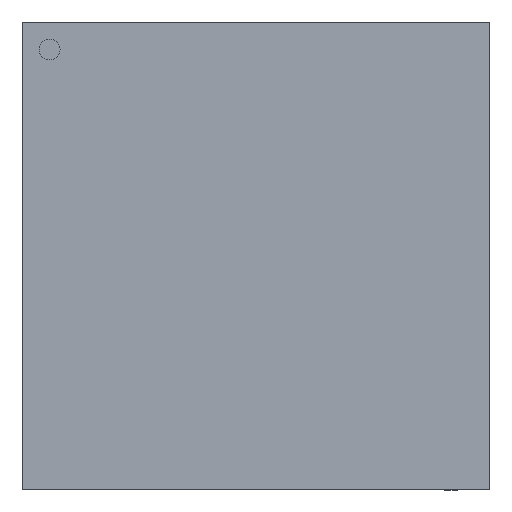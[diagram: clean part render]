
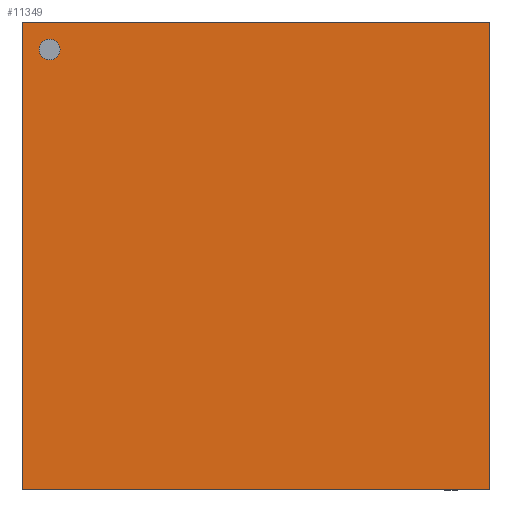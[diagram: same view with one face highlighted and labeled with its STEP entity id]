
A CAD part, top view. The second image highlights one B-rep face of the part: STEP entity #11349.
In plain terms, the highlighted planar face has unit normal (0, 0, 1).
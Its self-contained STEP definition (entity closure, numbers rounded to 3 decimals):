
#207 = CARTESIAN_POINT ( 'NONE',  ( 4.5, 4.5, 0.75 ) ) ;
#256 = DIRECTION ( 'NONE',  ( 1., 0., 0. ) ) ;
#537 = LINE ( 'NONE', #12299, #8829 ) ;
#824 = DIRECTION ( 'NONE',  ( 1., 0., 0. ) ) ;
#1843 = EDGE_CURVE ( 'NONE', #21571, #2246, #9425, .T. ) ;
#2080 = VERTEX_POINT ( 'NONE', #17763 ) ;
#2246 = VERTEX_POINT ( 'NONE', #7447 ) ;
#2451 = CIRCLE ( 'NONE', #15242, 0.2 ) ;
#2951 = VECTOR ( 'NONE', #22050, 1000. ) ;
#3295 = EDGE_CURVE ( 'NONE', #10838, #15549, #10778, .T. ) ;
#3450 = AXIS2_PLACEMENT_3D ( 'NONE', #15624, #17298, #5602 ) ;
#4007 = EDGE_LOOP ( 'NONE', ( #11276, #12515, #15541, #6060 ) ) ;
#5026 = CARTESIAN_POINT ( 'NONE',  ( 4.5, -4.5, 0.75 ) ) ;
#5229 = EDGE_CURVE ( 'NONE', #2080, #8304, #537, .T. ) ;
#5272 = CARTESIAN_POINT ( 'NONE',  ( -4.5, 4.5, 0.75 ) ) ;
#5602 = DIRECTION ( 'NONE',  ( 1., 0., 0. ) ) ;
#6060 = ORIENTED_EDGE ( 'NONE', *, *, #19446, .T. ) ;
#6743 = DIRECTION ( 'NONE',  ( 0., -1., 0. ) ) ;
#7447 = CARTESIAN_POINT ( 'NONE',  ( -3.77, 3.97, 0.75 ) ) ;
#8217 = CARTESIAN_POINT ( 'NONE',  ( 4.5, 4.5, 0.75 ) ) ;
#8304 = VERTEX_POINT ( 'NONE', #25602 ) ;
#8362 = DIRECTION ( 'NONE',  ( 0., 0., 1. ) ) ;
#8829 = VECTOR ( 'NONE', #6743, 1000. ) ;
#9425 = CIRCLE ( 'NONE', #11903, 0.2 ) ;
#9456 = FACE_BOUND ( 'NONE', #9506, .T. ) ;
#9506 = EDGE_LOOP ( 'NONE', ( #24613, #22739 ) ) ;
#10267 = CARTESIAN_POINT ( 'NONE',  ( -3.97, 3.97, 0.75 ) ) ;
#10778 = LINE ( 'NONE', #8217, #2951 ) ;
#10838 = VERTEX_POINT ( 'NONE', #5026 ) ;
#11276 = ORIENTED_EDGE ( 'NONE', *, *, #3295, .T. ) ;
#11349 = ADVANCED_FACE ( 'NONE', ( #9456, #11653 ), #23710, .T. ) ;
#11653 = FACE_OUTER_BOUND ( 'NONE', #4007, .T. ) ;
#11903 = AXIS2_PLACEMENT_3D ( 'NONE', #22381, #20292, #256 ) ;
#12299 = CARTESIAN_POINT ( 'NONE',  ( -4.5, 4.5, 0.75 ) ) ;
#12342 = EDGE_CURVE ( 'NONE', #15549, #2080, #22999, .T. ) ;
#12515 = ORIENTED_EDGE ( 'NONE', *, *, #12342, .T. ) ;
#12594 = CARTESIAN_POINT ( 'NONE',  ( -4.5, -4.5, 0.75 ) ) ;
#15242 = AXIS2_PLACEMENT_3D ( 'NONE', #10267, #8362, #22189 ) ;
#15541 = ORIENTED_EDGE ( 'NONE', *, *, #5229, .T. ) ;
#15549 = VERTEX_POINT ( 'NONE', #207 ) ;
#15624 = CARTESIAN_POINT ( 'NONE',  ( 0., 0., 0.75 ) ) ;
#17298 = DIRECTION ( 'NONE',  ( 0., 0., 1. ) ) ;
#17763 = CARTESIAN_POINT ( 'NONE',  ( -4.5, 4.5, 0.75 ) ) ;
#19446 = EDGE_CURVE ( 'NONE', #8304, #10838, #22836, .T. ) ;
#20292 = DIRECTION ( 'NONE',  ( 0., 0., 1. ) ) ;
#21038 = DIRECTION ( 'NONE',  ( -1., 0., 0. ) ) ;
#21571 = VERTEX_POINT ( 'NONE', #25237 ) ;
#22050 = DIRECTION ( 'NONE',  ( 0., 1., 0. ) ) ;
#22053 = VECTOR ( 'NONE', #21038, 1000. ) ;
#22189 = DIRECTION ( 'NONE',  ( 1., 0., 0. ) ) ;
#22381 = CARTESIAN_POINT ( 'NONE',  ( -3.97, 3.97, 0.75 ) ) ;
#22555 = VECTOR ( 'NONE', #824, 1000. ) ;
#22739 = ORIENTED_EDGE ( 'NONE', *, *, #1843, .F. ) ;
#22836 = LINE ( 'NONE', #12594, #22555 ) ;
#22999 = LINE ( 'NONE', #5272, #22053 ) ;
#23710 = PLANE ( 'NONE',  #3450 ) ;
#24317 = EDGE_CURVE ( 'NONE', #2246, #21571, #2451, .T. ) ;
#24613 = ORIENTED_EDGE ( 'NONE', *, *, #24317, .F. ) ;
#25237 = CARTESIAN_POINT ( 'NONE',  ( -4.17, 3.97, 0.75 ) ) ;
#25602 = CARTESIAN_POINT ( 'NONE',  ( -4.5, -4.5, 0.75 ) ) ;
